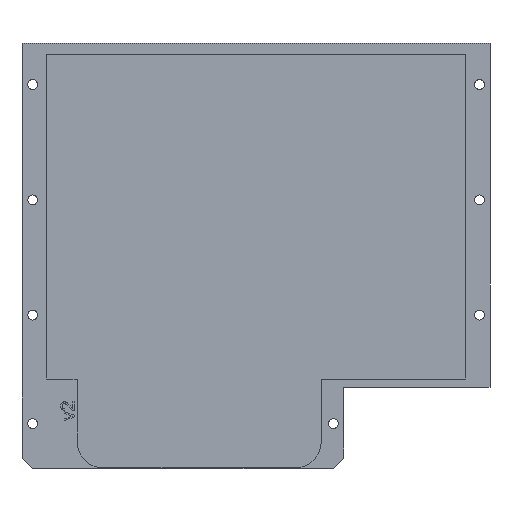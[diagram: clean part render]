
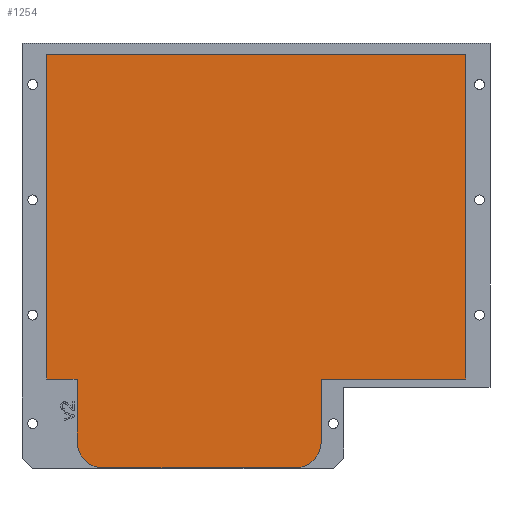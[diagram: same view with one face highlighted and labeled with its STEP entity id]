
A CAD part, front view. The second image highlights one B-rep face of the part: STEP entity #1254.
In plain terms, the highlighted face is planar.
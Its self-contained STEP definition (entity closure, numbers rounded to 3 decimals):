
#76=CIRCLE('',#1335,9.5);
#77=CIRCLE('',#1338,9.5);
#210=FACE_OUTER_BOUND('',#292,.T.);
#292=EDGE_LOOP('',(#1148,#1149,#1150,#1151,#1152,#1153,#1154,#1155,#1156,
#1157,#1158));
#388=LINE('',#2275,#502);
#390=LINE('',#2279,#504);
#392=LINE('',#2283,#506);
#394=LINE('',#2287,#508);
#397=LINE('',#2295,#511);
#400=LINE('',#2303,#514);
#402=LINE('',#2307,#516);
#404=LINE('',#2311,#518);
#406=LINE('',#2314,#520);
#502=VECTOR('',#1554,10.);
#504=VECTOR('',#1558,10.);
#506=VECTOR('',#1562,10.);
#508=VECTOR('',#1566,10.);
#511=VECTOR('',#1575,10.);
#514=VECTOR('',#1584,10.);
#516=VECTOR('',#1588,10.);
#518=VECTOR('',#1592,10.);
#520=VECTOR('',#1596,10.);
#626=VERTEX_POINT('',#2272);
#627=VERTEX_POINT('',#2274);
#628=VERTEX_POINT('',#2278);
#629=VERTEX_POINT('',#2282);
#630=VERTEX_POINT('',#2286);
#631=VERTEX_POINT('',#2290);
#632=VERTEX_POINT('',#2294);
#633=VERTEX_POINT('',#2298);
#634=VERTEX_POINT('',#2302);
#635=VERTEX_POINT('',#2306);
#636=VERTEX_POINT('',#2310);
#790=EDGE_CURVE('',#627,#626,#388,.T.);
#792=EDGE_CURVE('',#628,#627,#390,.T.);
#794=EDGE_CURVE('',#629,#628,#392,.T.);
#796=EDGE_CURVE('',#630,#629,#394,.T.);
#798=EDGE_CURVE('',#631,#630,#76,.T.);
#800=EDGE_CURVE('',#632,#631,#397,.T.);
#802=EDGE_CURVE('',#633,#632,#77,.T.);
#804=EDGE_CURVE('',#634,#633,#400,.T.);
#806=EDGE_CURVE('',#635,#634,#402,.T.);
#808=EDGE_CURVE('',#636,#635,#404,.T.);
#810=EDGE_CURVE('',#626,#636,#406,.T.);
#1148=ORIENTED_EDGE('',*,*,#810,.T.);
#1149=ORIENTED_EDGE('',*,*,#808,.T.);
#1150=ORIENTED_EDGE('',*,*,#806,.T.);
#1151=ORIENTED_EDGE('',*,*,#804,.T.);
#1152=ORIENTED_EDGE('',*,*,#802,.T.);
#1153=ORIENTED_EDGE('',*,*,#800,.T.);
#1154=ORIENTED_EDGE('',*,*,#798,.T.);
#1155=ORIENTED_EDGE('',*,*,#796,.T.);
#1156=ORIENTED_EDGE('',*,*,#794,.T.);
#1157=ORIENTED_EDGE('',*,*,#792,.T.);
#1158=ORIENTED_EDGE('',*,*,#790,.T.);
#1191=PLANE('',#1343);
#1254=ADVANCED_FACE('',(#210),#1191,.F.);
#1335=AXIS2_PLACEMENT_3D('',#2291,#1570,#1571);
#1338=AXIS2_PLACEMENT_3D('',#2299,#1579,#1580);
#1343=AXIS2_PLACEMENT_3D('',#2315,#1597,#1598);
#1554=DIRECTION('',(-1.,0.,0.));
#1558=DIRECTION('',(0.,1.,0.));
#1562=DIRECTION('',(1.,0.,0.));
#1566=DIRECTION('',(0.,1.,0.));
#1570=DIRECTION('center_axis',(0.,0.,1.));
#1571=DIRECTION('ref_axis',(1.,0.,0.));
#1575=DIRECTION('',(1.,0.,0.));
#1579=DIRECTION('center_axis',(0.,0.,1.));
#1580=DIRECTION('ref_axis',(0.,-1.,0.));
#1584=DIRECTION('',(0.,-1.,0.));
#1588=DIRECTION('',(0.,-1.,0.));
#1592=DIRECTION('',(1.,0.,0.));
#1596=DIRECTION('',(0.,-1.,0.));
#1597=DIRECTION('center_axis',(0.,0.,-1.));
#1598=DIRECTION('ref_axis',(1.,0.,0.));
#2272=CARTESIAN_POINT('',(-77.25,326.05,-29.8));
#2274=CARTESIAN_POINT('',(77.25,326.05,-29.8));
#2275=CARTESIAN_POINT('',(-77.25,326.05,-29.8));
#2278=CARTESIAN_POINT('',(77.25,206.3,-29.8));
#2279=CARTESIAN_POINT('',(77.25,206.3,-29.8));
#2282=CARTESIAN_POINT('',(24.,206.3,-29.8));
#2283=CARTESIAN_POINT('',(77.25,206.3,-29.8));
#2286=CARTESIAN_POINT('',(24.,183.05,-29.8));
#2287=CARTESIAN_POINT('',(24.,206.3,-29.8));
#2290=CARTESIAN_POINT('',(14.5,173.55,-29.8));
#2291=CARTESIAN_POINT('Origin',(14.5,183.05,-29.8));
#2294=CARTESIAN_POINT('',(-56.5,173.55,-29.8));
#2295=CARTESIAN_POINT('',(14.5,173.55,-29.8));
#2298=CARTESIAN_POINT('',(-66.,183.05,-29.8));
#2299=CARTESIAN_POINT('Origin',(-56.5,183.05,-29.8));
#2302=CARTESIAN_POINT('',(-66.,206.05,-29.8));
#2303=CARTESIAN_POINT('',(-66.,203.05,-29.8));
#2306=CARTESIAN_POINT('',(-66.,206.3,-29.8));
#2307=CARTESIAN_POINT('',(-66.,206.05,-29.8));
#2310=CARTESIAN_POINT('',(-77.25,206.3,-29.8));
#2311=CARTESIAN_POINT('',(-77.25,206.3,-29.8));
#2314=CARTESIAN_POINT('',(-77.25,206.3,-29.8));
#2315=CARTESIAN_POINT('Origin',(0.,249.8,-29.8));
